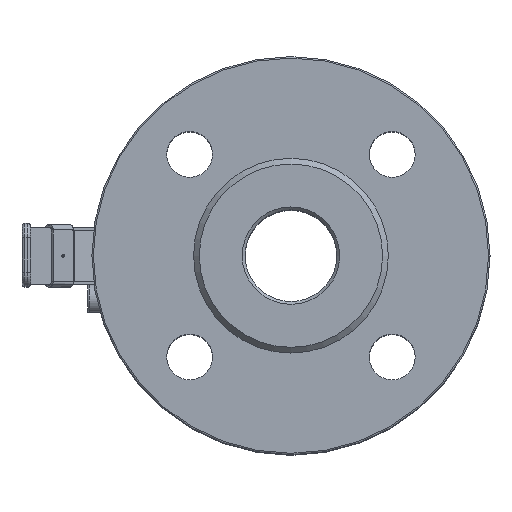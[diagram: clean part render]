
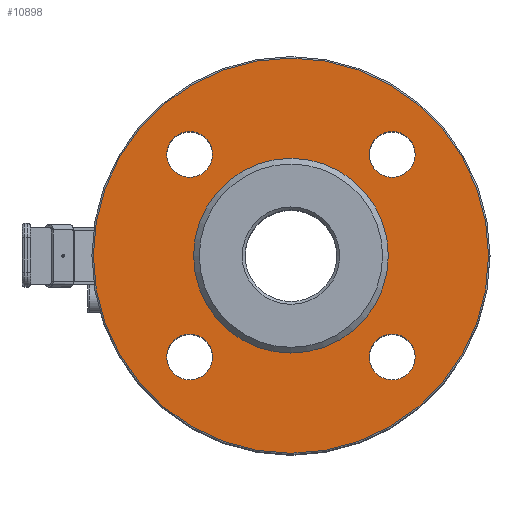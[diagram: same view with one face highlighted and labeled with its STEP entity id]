
A CAD part, top view. The second image highlights one B-rep face of the part: STEP entity #10898.
In plain terms, the highlighted planar face has unit normal (0, 0, 1).
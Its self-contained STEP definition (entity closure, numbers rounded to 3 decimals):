
#355=FACE_BOUND('',#2303,.T.);
#356=FACE_BOUND('',#2304,.T.);
#357=FACE_BOUND('',#2305,.T.);
#358=FACE_BOUND('',#2306,.T.);
#359=FACE_BOUND('',#2307,.T.);
#1200=PLANE('',#12014);
#1637=FACE_OUTER_BOUND('',#2302,.T.);
#2302=EDGE_LOOP('',(#8517));
#2303=EDGE_LOOP('',(#8518));
#2304=EDGE_LOOP('',(#8519));
#2305=EDGE_LOOP('',(#8520));
#2306=EDGE_LOOP('',(#8521));
#2307=EDGE_LOOP('',(#8522));
#4607=CIRCLE('',#12013,69.);
#4608=CIRCLE('',#12015,34.);
#4609=CIRCLE('',#12016,8.);
#4610=CIRCLE('',#12017,8.);
#4611=CIRCLE('',#12018,8.);
#4612=CIRCLE('',#12019,8.);
#5319=VERTEX_POINT('',#18649);
#5320=VERTEX_POINT('',#18653);
#5321=VERTEX_POINT('',#18655);
#5322=VERTEX_POINT('',#18657);
#5323=VERTEX_POINT('',#18659);
#5324=VERTEX_POINT('',#18661);
#6490=EDGE_CURVE('',#5319,#5319,#4607,.T.);
#6491=EDGE_CURVE('',#5320,#5320,#4608,.T.);
#6492=EDGE_CURVE('',#5321,#5321,#4609,.T.);
#6493=EDGE_CURVE('',#5322,#5322,#4610,.T.);
#6494=EDGE_CURVE('',#5323,#5323,#4611,.T.);
#6495=EDGE_CURVE('',#5324,#5324,#4612,.T.);
#8517=ORIENTED_EDGE('',*,*,#6490,.F.);
#8518=ORIENTED_EDGE('',*,*,#6491,.F.);
#8519=ORIENTED_EDGE('',*,*,#6492,.F.);
#8520=ORIENTED_EDGE('',*,*,#6493,.F.);
#8521=ORIENTED_EDGE('',*,*,#6494,.F.);
#8522=ORIENTED_EDGE('',*,*,#6495,.F.);
#10898=ADVANCED_FACE('',(#1637,#355,#356,#357,#358,#359),#1200,.F.);
#12013=AXIS2_PLACEMENT_3D('',#18651,#13830,#13831);
#12014=AXIS2_PLACEMENT_3D('',#18652,#13832,#13833);
#12015=AXIS2_PLACEMENT_3D('',#18654,#13834,#13835);
#12016=AXIS2_PLACEMENT_3D('',#18656,#13836,#13837);
#12017=AXIS2_PLACEMENT_3D('',#18658,#13838,#13839);
#12018=AXIS2_PLACEMENT_3D('',#18660,#13840,#13841);
#12019=AXIS2_PLACEMENT_3D('',#18662,#13842,#13843);
#13830=DIRECTION('center_axis',(0.,0.,-1.));
#13831=DIRECTION('ref_axis',(1.,0.,0.));
#13832=DIRECTION('center_axis',(0.,0.,-1.));
#13833=DIRECTION('ref_axis',(-1.,0.,0.));
#13834=DIRECTION('center_axis',(0.,0.,1.));
#13835=DIRECTION('ref_axis',(-1.,0.,0.));
#13836=DIRECTION('center_axis',(0.,0.,1.));
#13837=DIRECTION('ref_axis',(1.,0.,0.));
#13838=DIRECTION('center_axis',(0.,0.,1.));
#13839=DIRECTION('ref_axis',(1.,0.,0.));
#13840=DIRECTION('center_axis',(0.,0.,1.));
#13841=DIRECTION('ref_axis',(1.,0.,0.));
#13842=DIRECTION('center_axis',(0.,0.,1.));
#13843=DIRECTION('ref_axis',(1.,0.,0.));
#18649=CARTESIAN_POINT('',(69.,0.,3.8));
#18651=CARTESIAN_POINT('Origin',(0.,0.,3.8));
#18652=CARTESIAN_POINT('Origin',(0.,0.,3.8));
#18653=CARTESIAN_POINT('',(34.,0.,3.8));
#18654=CARTESIAN_POINT('Origin',(0.,0.,3.8));
#18655=CARTESIAN_POINT('',(27.355,-35.355,3.8));
#18656=CARTESIAN_POINT('Origin',(35.355,-35.355,3.8));
#18657=CARTESIAN_POINT('',(27.355,35.355,3.8));
#18658=CARTESIAN_POINT('Origin',(35.355,35.355,3.8));
#18659=CARTESIAN_POINT('',(-43.355,35.355,3.8));
#18660=CARTESIAN_POINT('Origin',(-35.355,35.355,3.8));
#18661=CARTESIAN_POINT('',(-43.355,-35.355,3.8));
#18662=CARTESIAN_POINT('Origin',(-35.355,-35.355,3.8));
